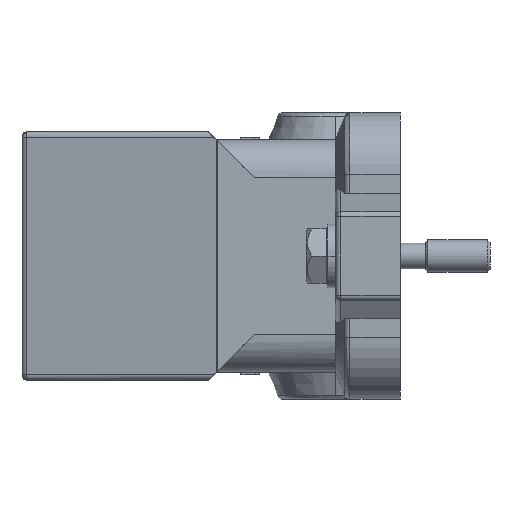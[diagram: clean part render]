
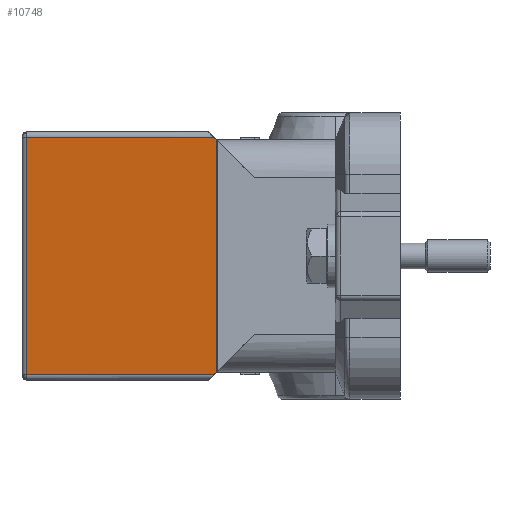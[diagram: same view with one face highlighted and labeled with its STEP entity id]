
A CAD part, left-side view. The second image highlights one B-rep face of the part: STEP entity #10748.
In plain terms, the highlighted planar face has unit normal (-0.985, 0.174, 0).
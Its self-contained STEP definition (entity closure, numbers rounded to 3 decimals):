
#1940 = CARTESIAN_POINT ( 'NONE',  ( -23.798, 69.174, -22. ) ) ;
#2640 = CARTESIAN_POINT ( 'NONE',  ( -23.798, 69.174, 22. ) ) ;
#2684 = CARTESIAN_POINT ( 'NONE',  ( -29.985, 34.086, -21.586 ) ) ;
#2685 = CARTESIAN_POINT ( 'NONE',  ( -29.912, 34.5, -22. ) ) ;
#2687 = CARTESIAN_POINT ( 'NONE',  ( -29.912, 34.5, 22. ) ) ;
#2688 = CARTESIAN_POINT ( 'NONE',  ( -29.985, 34.086, 21.586 ) ) ;
#3922 = VERTEX_POINT ( 'NONE', #1940 ) ;
#4040 = VERTEX_POINT ( 'NONE', #2640 ) ;
#4084 = VERTEX_POINT ( 'NONE', #2684 ) ;
#4085 = VERTEX_POINT ( 'NONE', #2685 ) ;
#4087 = VERTEX_POINT ( 'NONE', #2687 ) ;
#4088 = VERTEX_POINT ( 'NONE', #2688 ) ;
#4587 = EDGE_CURVE ( 'NONE', #3922, #4085, #11856, .T. ) ;
#4588 = EDGE_CURVE ( 'NONE', #4040, #3922, #11859, .T. ) ;
#4589 = EDGE_CURVE ( 'NONE', #4087, #4040, #11862, .T. ) ;
#4590 = EDGE_CURVE ( 'NONE', #4087, #4088, #11865, .T. ) ;
#4591 = EDGE_CURVE ( 'NONE', #4084, #4085, #11868, .T. ) ;
#4592 = EDGE_CURVE ( 'NONE', #4088, #4084, #11871, .T. ) ;
#4791 = AXIS2_PLACEMENT_3D ( 'NONE', #12905, #12906, #12907 ) ;
#4801 = FACE_OUTER_BOUND ( 'NONE', #6338, .T. ) ;
#6338 = EDGE_LOOP ( 'NONE', ( #6529, #6343, #6526, #6495, #6339, #6493 ) ) ;
#6339 = ORIENTED_EDGE ( 'NONE', *, *, #4588, .T. ) ;
#6343 = ORIENTED_EDGE ( 'NONE', *, *, #4592, .F. ) ;
#6493 = ORIENTED_EDGE ( 'NONE', *, *, #4587, .T. ) ;
#6495 = ORIENTED_EDGE ( 'NONE', *, *, #4589, .T. ) ;
#6526 = ORIENTED_EDGE ( 'NONE', *, *, #4590, .F. ) ;
#6529 = ORIENTED_EDGE ( 'NONE', *, *, #4591, .F. ) ;
#8702 = VECTOR ( 'NONE', #11873, 1000. ) ;
#8703 = VECTOR ( 'NONE', #11870, 1000. ) ;
#8705 = VECTOR ( 'NONE', #11867, 1000. ) ;
#8706 = VECTOR ( 'NONE', #11864, 1000. ) ;
#8707 = VECTOR ( 'NONE', #11861, 1000. ) ;
#8710 = VECTOR ( 'NONE', #11858, 1000. ) ;
#10748 = ADVANCED_FACE ( 'NONE', ( #4801 ), #12904, .T. ) ;
#11856 = LINE ( 'NONE', #11857, #8710 ) ;
#11857 = CARTESIAN_POINT ( 'NONE',  ( -23.652, 70., -22. ) ) ;
#11858 = DIRECTION ( 'NONE',  ( -0.174, -0.985, 0. ) ) ;
#11859 = LINE ( 'NONE', #11860, #8707 ) ;
#11860 = CARTESIAN_POINT ( 'NONE',  ( -23.798, 69.174, -23. ) ) ;
#11861 = DIRECTION ( 'NONE',  ( 0., 0., -1. ) ) ;
#11862 = LINE ( 'NONE', #11863, #8706 ) ;
#11863 = CARTESIAN_POINT ( 'NONE',  ( -23.652, 70., 22. ) ) ;
#11864 = DIRECTION ( 'NONE',  ( 0.174, 0.985, 0. ) ) ;
#11865 = LINE ( 'NONE', #11866, #8705 ) ;
#11866 = CARTESIAN_POINT ( 'NONE',  ( -29.912, 34.5, 22. ) ) ;
#11867 = DIRECTION ( 'NONE',  ( -0.124, -0.702, -0.702 ) ) ;
#11868 = LINE ( 'NONE', #11869, #8703 ) ;
#11869 = CARTESIAN_POINT ( 'NONE',  ( -29.985, 34.086, -21.586 ) ) ;
#11870 = DIRECTION ( 'NONE',  ( 0.124, 0.702, -0.702 ) ) ;
#11871 = LINE ( 'NONE', #11872, #8702 ) ;
#11872 = CARTESIAN_POINT ( 'NONE',  ( -29.985, 34.086, 21.704 ) ) ;
#11873 = DIRECTION ( 'NONE',  ( 0., 0., -1. ) ) ;
#12904 = PLANE ( 'NONE',  #4791 ) ;
#12905 = CARTESIAN_POINT ( 'NONE',  ( -23.652, 70., -23. ) ) ;
#12906 = DIRECTION ( 'NONE',  ( -0.985, 0.174, 0. ) ) ;
#12907 = DIRECTION ( 'NONE',  ( -0.174, -0.985, 0. ) ) ;
